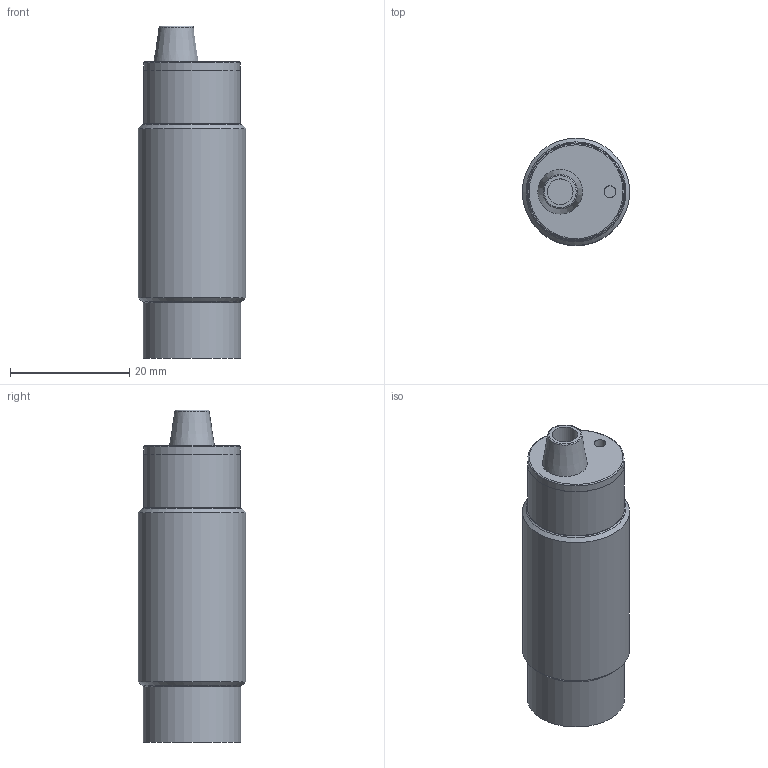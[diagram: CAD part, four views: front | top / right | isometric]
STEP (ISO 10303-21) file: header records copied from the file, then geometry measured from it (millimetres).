
FILE_DESCRIPTION (( 'STEP AP214' ), '1' );
FILE_NAME ('DSD-0325.STEP', '2020-09-23T19:18:07', ( '' ), ( '' ), 'SwSTEP 2.0', 'SolidWorks 2019', '' );
FILE_SCHEMA (( 'AUTOMOTIVE_DESIGN' ));
Length unit declared in the file: inch
Products named in the file (1): DSD-0325
Bounding box: 18 x 18 x 55.7 mm (x, y, z)
Volume: 7381.2 mm3; surface area: 4917.2 mm2
Topology: 1 solids, 1 shells, 24 faces, 47 edges, 31 vertices
Faces by surface type: plane 9, cylinder 8, cone 5, bspline 2
Full cylindrical faces by diameter (mm): 2 x1, 4.3 x1, 13.4 x1, 14 x1, 16.15 x1, 16.2 x1, 16.3 x1, 18 x1
Entity records: 574 total; most frequent: CARTESIAN_POINT 138, DIRECTION 90, ORIENTED_EDGE 48, EDGE_LOOP 47, AXIS2_PLACEMENT_3D 45, FACE_OUTER_BOUND 34, ADVANCED_FACE 24, EDGE_CURVE 24
